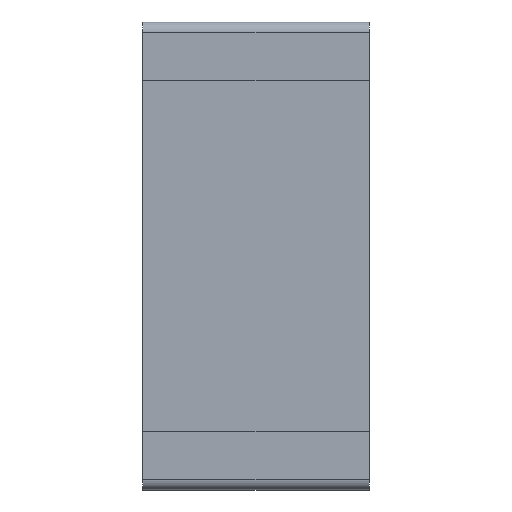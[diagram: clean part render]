
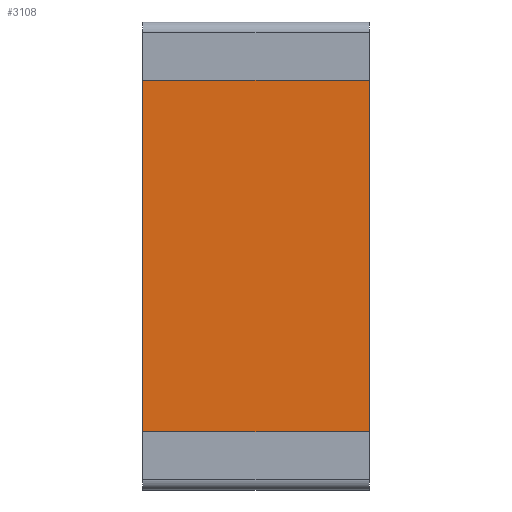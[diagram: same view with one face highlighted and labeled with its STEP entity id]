
A CAD part, front view. The second image highlights one B-rep face of the part: STEP entity #3108.
In plain terms, the highlighted planar face has unit normal (0, -1, 0).
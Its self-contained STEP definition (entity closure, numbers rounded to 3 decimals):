
#198 = VECTOR ( 'NONE', #631, 1000. ) ;
#317 = AXIS2_PLACEMENT_3D ( 'NONE', #1830, #3175, #3507 ) ;
#325 = CARTESIAN_POINT ( 'NONE',  ( 0.775, 0.05, -1.55 ) ) ;
#355 = VERTEX_POINT ( 'NONE', #2847 ) ;
#617 = CARTESIAN_POINT ( 'NONE',  ( -0.775, 0.05, -1.55 ) ) ;
#631 = DIRECTION ( 'NONE',  ( -1., 0., 0. ) ) ;
#701 = EDGE_CURVE ( 'NONE', #1142, #2973, #980, .T. ) ;
#939 = EDGE_CURVE ( 'NONE', #355, #1035, #3079, .T. ) ;
#980 = LINE ( 'NONE', #2821, #3658 ) ;
#1035 = VERTEX_POINT ( 'NONE', #617 ) ;
#1050 = DIRECTION ( 'NONE',  ( 0., 0., -1. ) ) ;
#1142 = VERTEX_POINT ( 'NONE', #1372 ) ;
#1372 = CARTESIAN_POINT ( 'NONE',  ( 0.775, 0.05, 1.55 ) ) ;
#1705 = FACE_OUTER_BOUND ( 'NONE', #3127, .T. ) ;
#1830 = CARTESIAN_POINT ( 'NONE',  ( 0.775, 0.05, 1.55 ) ) ;
#1836 = DIRECTION ( 'NONE',  ( -1., 0., 0. ) ) ;
#1900 = ORIENTED_EDGE ( 'NONE', *, *, #701, .T. ) ;
#2222 = LINE ( 'NONE', #2684, #2525 ) ;
#2356 = EDGE_CURVE ( 'NONE', #2973, #1035, #3736, .T. ) ;
#2525 = VECTOR ( 'NONE', #1050, 1000. ) ;
#2684 = CARTESIAN_POINT ( 'NONE',  ( 0.775, 0.05, 1.55 ) ) ;
#2747 = ORIENTED_EDGE ( 'NONE', *, *, #2843, .F. ) ;
#2759 = DIRECTION ( 'NONE',  ( 0., 0., -1. ) ) ;
#2821 = CARTESIAN_POINT ( 'NONE',  ( 0.775, 0.05, 1.55 ) ) ;
#2830 = CARTESIAN_POINT ( 'NONE',  ( -0.775, 0.05, 1.55 ) ) ;
#2843 = EDGE_CURVE ( 'NONE', #1142, #355, #2222, .T. ) ;
#2847 = CARTESIAN_POINT ( 'NONE',  ( 0.775, 0.05, -1.55 ) ) ;
#2973 = VERTEX_POINT ( 'NONE', #2830 ) ;
#3064 = CARTESIAN_POINT ( 'NONE',  ( -0.775, 0.05, 1.55 ) ) ;
#3069 = ORIENTED_EDGE ( 'NONE', *, *, #939, .F. ) ;
#3079 = LINE ( 'NONE', #325, #198 ) ;
#3108 = ADVANCED_FACE ( 'NONE', ( #1705 ), #4181, .F. ) ;
#3127 = EDGE_LOOP ( 'NONE', ( #4252, #3069, #2747, #1900 ) ) ;
#3175 = DIRECTION ( 'NONE',  ( 0., 1., 0. ) ) ;
#3507 = DIRECTION ( 'NONE',  ( 0., 0., 1. ) ) ;
#3658 = VECTOR ( 'NONE', #1836, 1000. ) ;
#3736 = LINE ( 'NONE', #3064, #3843 ) ;
#3843 = VECTOR ( 'NONE', #2759, 1000. ) ;
#4181 = PLANE ( 'NONE',  #317 ) ;
#4252 = ORIENTED_EDGE ( 'NONE', *, *, #2356, .T. ) ;
